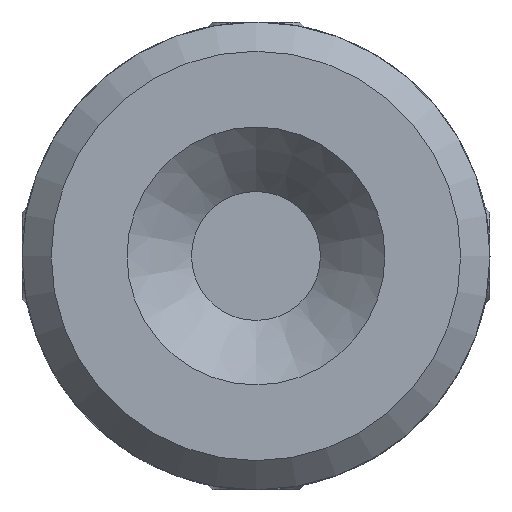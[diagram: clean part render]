
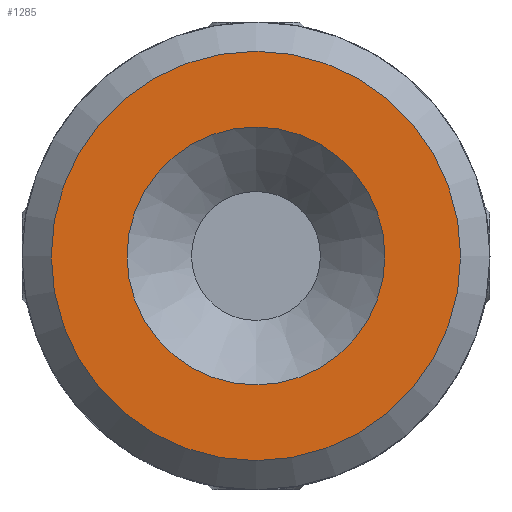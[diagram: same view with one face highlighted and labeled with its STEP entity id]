
A CAD part, left-side view. The second image highlights one B-rep face of the part: STEP entity #1285.
In plain terms, the highlighted planar face has unit normal (-1, 0, 0).
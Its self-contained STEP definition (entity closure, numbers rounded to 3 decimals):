
#79=FACE_BOUND('',#252,.T.);
#95=PLANE('',#1442);
#173=FACE_OUTER_BOUND('',#251,.T.);
#251=EDGE_LOOP('',(#934));
#252=EDGE_LOOP('',(#935));
#337=CIRCLE('',#1412,7.);
#340=CIRCLE('',#1416,11.113);
#553=VERTEX_POINT('',#2118);
#556=VERTEX_POINT('',#2126);
#677=EDGE_CURVE('',#553,#553,#337,.T.);
#681=EDGE_CURVE('',#556,#556,#340,.T.);
#934=ORIENTED_EDGE('',*,*,#681,.T.);
#935=ORIENTED_EDGE('',*,*,#677,.F.);
#1285=ADVANCED_FACE('',(#173,#79),#95,.F.);
#1412=AXIS2_PLACEMENT_3D('',#2120,#1617,#1618);
#1416=AXIS2_PLACEMENT_3D('',#2128,#1626,#1627);
#1442=AXIS2_PLACEMENT_3D('',#2290,#1687,#1688);
#1617=DIRECTION('center_axis',(-1.,0.,0.));
#1618=DIRECTION('ref_axis',(0.,0.,1.));
#1626=DIRECTION('center_axis',(-1.,0.,0.));
#1627=DIRECTION('ref_axis',(0.,0.,-1.));
#1687=DIRECTION('center_axis',(1.,0.,0.));
#1688=DIRECTION('ref_axis',(0.,0.,-1.));
#2118=CARTESIAN_POINT('',(-42.863,0.,-7.));
#2120=CARTESIAN_POINT('Origin',(-42.863,0.,0.));
#2126=CARTESIAN_POINT('',(-42.863,0.,11.113));
#2128=CARTESIAN_POINT('Origin',(-42.863,0.,0.));
#2290=CARTESIAN_POINT('Origin',(-42.863,0.,0.));
